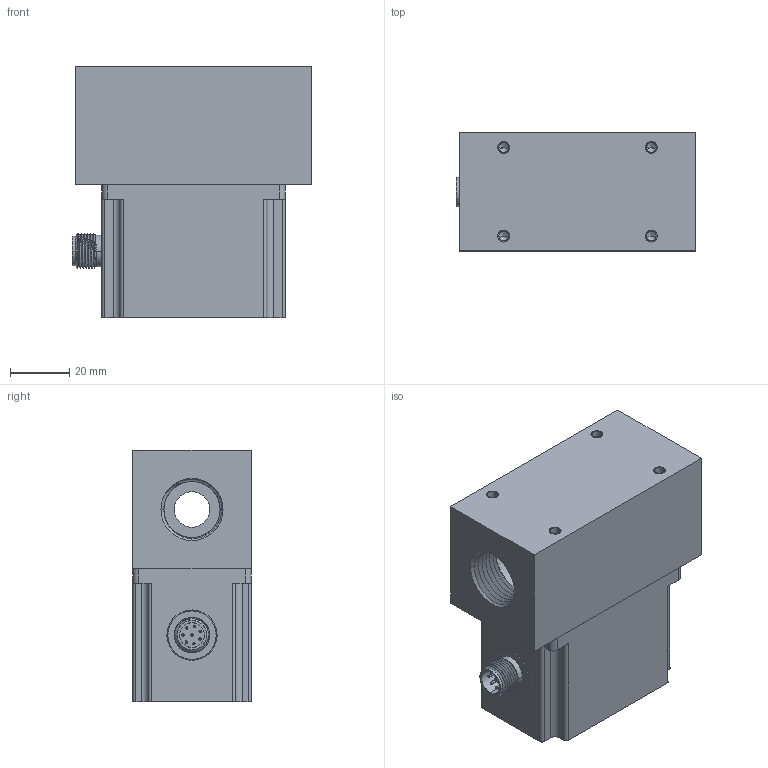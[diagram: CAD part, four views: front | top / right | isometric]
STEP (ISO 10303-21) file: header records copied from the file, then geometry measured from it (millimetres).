
FILE_DESCRIPTION (( 'STEP AP214' ), '1' );
FILE_NAME ('FM160-DN12-G12K-3D.STEP', '2021-10-15T08:16:43', ( '' ), ( '' ), 'SwSTEP 2.0', 'SolidWorks 2018', '' );
FILE_SCHEMA (( 'AUTOMOTIVE_DESIGN' ));
Length unit declared in the file: millimetre
Products named in the file (6): FM160-DN12-G12K.stp; KYF12J8Z-M12-O-Q.stp; GB_T_70_1-2008_M2_5_8_.stp; FM160-G12K-DN12.stp; FM160-DN12-G12K-3D; FTS510_2021_7_12.stp
Assembly tree (8 placements, depth 3):
  FM160-DN12-G12K-3D
    FM160-DN12-G12K.stp
      FM160-G12K-DN12.stp
      FTS510_2021_7_12.stp
      GB_T_70_1-2008_M2_5_8_.stp  x4
      KYF12J8Z-M12-O-Q.stp
Bounding box: 81 x 40 x 85 mm (x, y, z)
Volume: 30183.1 mm3; surface area: 48471 mm2
Topology: 6 solids, 15 shells, 1459 faces, 3852 edges, 2534 vertices
Faces by surface type: plane 1001, cylinder 291, bspline 80, cone 63, torus 24
Entity records: 52673 total; most frequent: CARTESIAN_POINT 17939, ORIENTED_EDGE 7364, DIRECTION 6686, EDGE_CURVE 3698, VECTOR 2802, LINE 2802, VERTEX_POINT 2450, AXIS2_PLACEMENT_3D 1942
